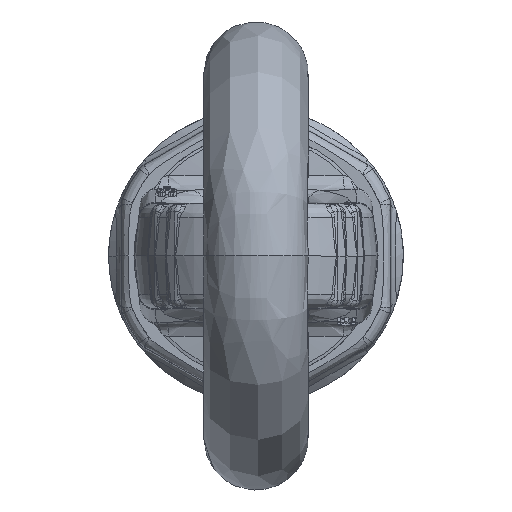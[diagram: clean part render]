
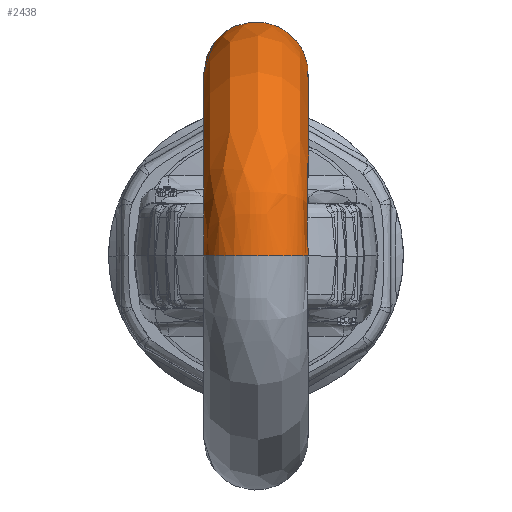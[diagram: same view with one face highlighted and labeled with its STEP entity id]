
A CAD part, left-side view. The second image highlights one B-rep face of the part: STEP entity #2438.
In plain terms, the highlighted free-form (B-spline) face has degree [3, 2] with [4, 7] control points.
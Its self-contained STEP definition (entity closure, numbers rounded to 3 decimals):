
#2333=CARTESIAN_POINT('V2319',(-69.35,6.5,
   21.879));
#2334=VERTEX_POINT('V2319',#2333);
#2340=CARTESIAN_POINT('E1303',(-69.35,6.5,
   21.879));
#2341=CARTESIAN_POINT('E1303',(-66.723,6.5,
   32.826));
#2342=CARTESIAN_POINT('E1303',(-68.037,
   -3.25,27.353));
#2343=CARTESIAN_POINT('E1303',(-69.35,-13.0,
   21.879));
#2344=CARTESIAN_POINT('E1303',(-70.663,
   -3.25,16.405));
#2345=CARTESIAN_POINT('E1303',(-71.977,6.5,
   10.931));
#2346=CARTESIAN_POINT('E1303',(-69.35,6.5,
   21.879));
#2354=(BOUNDED_CURVE()B_SPLINE_CURVE(2,(#2340,#2341,#2342,#2343,
   #2344,#2345,#2346),.CIRCULAR_ARC.,.T.,.U.)
   B_SPLINE_CURVE_WITH_KNOTS((3,2,2,3),(0.0,0.333,
   0.667,1.0),.UNSPECIFIED.)CURVE()
   GEOMETRIC_REPRESENTATION_ITEM()RATIONAL_B_SPLINE_CURVE((1.0,
   0.5,1.0,0.5,1.0,0.5,1.0)
   )REPRESENTATION_ITEM('E1303'));
#2355=EDGE_CURVE('E1303',#2334,#2334,#2354,.T.);
#2365=CARTESIAN_POINT('F538',(-97.1,6.5,
   0.));
#2366=CARTESIAN_POINT('F538',(-97.1,6.5,
   15.788));
#2367=CARTESIAN_POINT('F538',(-84.702,6.5,
   25.563));
#2368=CARTESIAN_POINT('F538',(-69.35,6.5,
   21.879));
#2369=CARTESIAN_POINT('F538',(-85.842,6.5,
   0.));
#2370=CARTESIAN_POINT('F538',(-85.842,6.5,
   7.888));
#2371=CARTESIAN_POINT('F538',(-79.647,6.5,
   12.772));
#2372=CARTESIAN_POINT('F538',(-71.977,6.5,
   10.931));
#2373=CARTESIAN_POINT('F538',(-91.471,-3.25,
   0.));
#2374=CARTESIAN_POINT('F538',(-91.471,-3.25,
   11.838));
#2375=CARTESIAN_POINT('F538',(-82.175,-3.25,
   19.167));
#2376=CARTESIAN_POINT('F538',(-70.663,-3.25,
   16.405));
#2377=CARTESIAN_POINT('F538',(-97.1,-13.0,
   0.));
#2378=CARTESIAN_POINT('F538',(-97.1,
   -13.,15.788));
#2379=CARTESIAN_POINT('F538',(-84.702,
   -13.,25.563));
#2380=CARTESIAN_POINT('F538',(-69.35,-13.0,
   21.879));
#2381=CARTESIAN_POINT('F538',(-102.729,
   -3.25,0.));
#2382=CARTESIAN_POINT('F538',(-102.729,
   -3.25,19.738));
#2383=CARTESIAN_POINT('F538',(-87.229,-3.25,
   31.958));
#2384=CARTESIAN_POINT('F538',(-68.037,-3.25,
   27.353));
#2385=CARTESIAN_POINT('F538',(-108.358,6.5,
   0.));
#2386=CARTESIAN_POINT('F538',(-108.358,6.5,
   23.688));
#2387=CARTESIAN_POINT('F538',(-89.757,6.5,
   38.354));
#2388=CARTESIAN_POINT('F538',(-66.723,6.5,
   32.826));
#2389=CARTESIAN_POINT('F538',(-97.1,6.5,
   0.));
#2390=CARTESIAN_POINT('F538',(-97.1,6.5,
   15.788));
#2391=CARTESIAN_POINT('F538',(-84.702,6.5,
   25.563));
#2392=CARTESIAN_POINT('F538',(-69.35,6.5,
   21.879));
#2400=(BOUNDED_SURFACE()B_SPLINE_SURFACE(3,2,((#2365,#2369,#2373,
   #2377,#2381,#2385,#2389),(#2366,#2370,#2374,#2378,#2382,#2386,
   #2390),(#2367,#2371,#2375,#2379,#2383,#2387,#2391),(#2368,
   #2372,#2376,#2380,#2384,#2388,#2392)),.UNSPECIFIED.,.F.,.T.,.U.)
   B_SPLINE_SURFACE_WITH_KNOTS((4,4),(3,2,2,3),(0.0,1.0),(0.0,
   0.475,0.951,1.426),
   .UNSPECIFIED.)GEOMETRIC_REPRESENTATION_ITEM()
   RATIONAL_B_SPLINE_SURFACE(((1.0,0.5,1.0,
   0.5,1.0,0.5,1.0),(0.746,
   0.373,0.746,0.373,
   0.746,0.373,0.746),(
   0.746,0.373,0.746,
   0.373,0.746,0.373,
   0.746),(1.0,0.5,1.0,0.5,
   1.0,0.5,1.0)))REPRESENTATION_ITEM('F538')SURFACE()
   );
#2401=ORIENTED_EDGE('E1303',*,*,#2355,.F.);
#2402=CARTESIAN_POINT('V2320',(-97.1,6.5,
   0.));
#2403=VERTEX_POINT('V2320',#2402);
#2404=CARTESIAN_POINT('E1304',(-69.35,6.5,
   21.879));
#2405=CARTESIAN_POINT('E1304',(-84.702,6.5,
   25.563));
#2406=CARTESIAN_POINT('E1304',(-97.1,6.5,
   15.788));
#2407=CARTESIAN_POINT('E1304',(-97.1,6.5,
   0.));
#2415=(BOUNDED_CURVE()B_SPLINE_CURVE(3,(#2404,#2405,#2406,#2407),
   .UNSPECIFIED.,.F.,.U.)CURVE()GEOMETRIC_REPRESENTATION_ITEM()
   QUASI_UNIFORM_CURVE()RATIONAL_B_SPLINE_CURVE((1.0,
   0.746,0.746,1.0))REPRESENTATION_ITEM(
   'E1304'));
#2416=EDGE_CURVE('E1304',#2334,#2403,#2415,.T.);
#2417=ORIENTED_EDGE('E1304',*,*,#2416,.T.);
#2418=CARTESIAN_POINT('E1305',(-97.1,6.5,
   0.0));
#2419=CARTESIAN_POINT('E1305',(-108.358,
   6.5,0.0));
#2420=CARTESIAN_POINT('E1305',(-102.729,
   -3.25,0.0));
#2421=CARTESIAN_POINT('E1305',(-97.1,-13.0,0.0));
#2422=CARTESIAN_POINT('E1305',(-91.471,
   -3.25,0.0));
#2423=CARTESIAN_POINT('E1305',(-85.842,6.5,
   0.0));
#2424=CARTESIAN_POINT('E1305',(-97.1,6.5,
   0.0));
#2432=(BOUNDED_CURVE()B_SPLINE_CURVE(2,(#2418,#2419,#2420,#2421,
   #2422,#2423,#2424),.CIRCULAR_ARC.,.T.,.U.)
   B_SPLINE_CURVE_WITH_KNOTS((3,2,2,3),(0.0,0.475,
   0.951,1.426),.UNSPECIFIED.)CURVE()
   GEOMETRIC_REPRESENTATION_ITEM()RATIONAL_B_SPLINE_CURVE((1.0,
   0.5,1.0,0.5,1.0,0.5,1.0)
   )REPRESENTATION_ITEM('E1305'));
#2433=EDGE_CURVE('E1305',#2403,#2403,#2432,.T.);
#2434=ORIENTED_EDGE('E1305',*,*,#2433,.T.);
#2435=ORIENTED_EDGE('E1304',*,*,#2416,.F.);
#2436=EDGE_LOOP('F538',(#2401,#2417,#2434,#2435));
#2437=FACE_OUTER_BOUND('F538',#2436,.T.);
#2438=ADVANCED_FACE('F538',(#2437),#2400,.T.);
